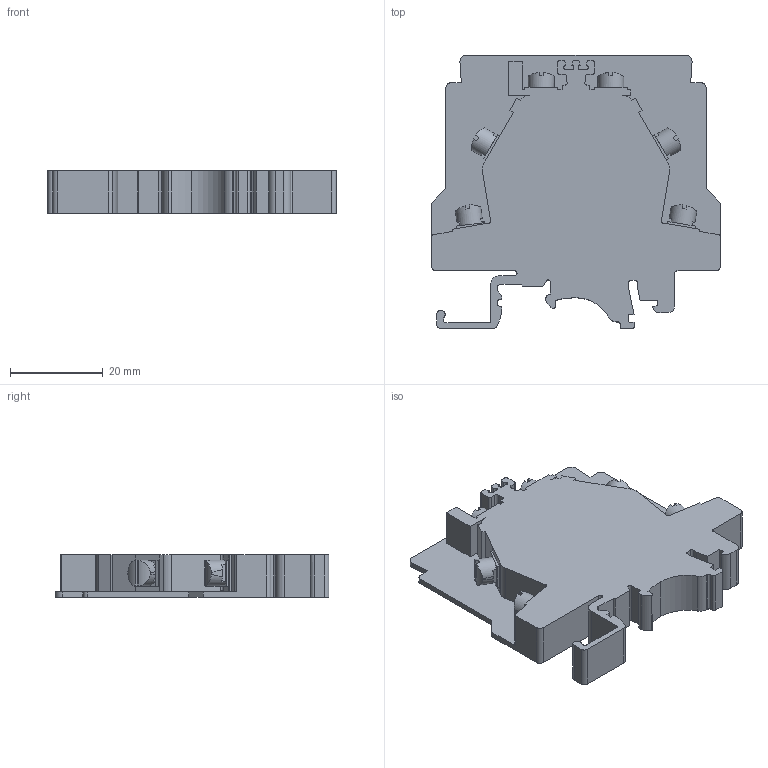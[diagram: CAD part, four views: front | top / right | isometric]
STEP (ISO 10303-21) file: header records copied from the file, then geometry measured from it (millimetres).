
FILE_DESCRIPTION((''),'2;1');
FILE_NAME('UTD-24S3','2024-07-03T',('dell'),(''),'PRO/ENGINEER BY PARAMETRIC TECHNOLOGY CORPORATION, 2013230','PRO/ENGINEER BY PARAMETRIC TECHNOLOGY CORPORATION, 2013230','');
FILE_SCHEMA(('AUTOMOTIVE_DESIGN { 1 0 10303 214 1 1 1 1 }'));
Length unit declared in the file: millimetre
Products named in the file (1): UTD-24S3
Bounding box: 62.2 x 59 x 9.2 mm (x, y, z)
Volume: 19546.3 mm3; surface area: 9511.9 mm2
Topology: 2 solids, 2 shells, 256 faces, 766 edges, 517 vertices
Faces by surface type: plane 179, cylinder 77
Entity records: 8938 total; most frequent: CARTESIAN_POINT 1900, ORIENTED_EDGE 1532, DIRECTION 1373, EDGE_CURVE 766, VERTEX_POINT 517, VECTOR 511, LINE 511, AXIS2_PLACEMENT_3D 431
